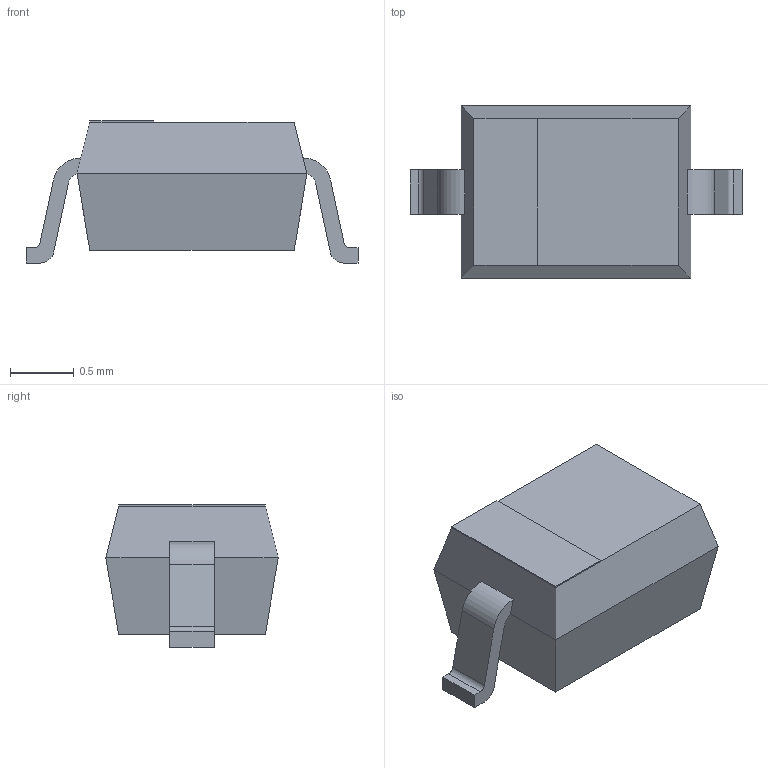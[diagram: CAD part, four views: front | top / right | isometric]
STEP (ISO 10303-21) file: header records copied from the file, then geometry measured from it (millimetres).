
FILE_DESCRIPTION(('FreeCAD Model'),'2;1');
FILE_NAME( 'SOD-323.step', '2016-07-22T15:25:58',('Author'),(''), 'Open CASCADE STEP processor 6.8','FreeCAD','Unknown');
FILE_SCHEMA(('AUTOMOTIVE_DESIGN_CC2 { 1 2 10303 214 -1 1 5 4 }'));
Length unit declared in the file: inch
Products named in the file (2): ASSEMBLY; SOD-323
Assembly tree (1 placements, depth 2):
  ASSEMBLY
    SOD-323
Bounding box: 2.6 x 1.35 x 1.11 mm (x, y, z)
Volume: 2.2 mm3; surface area: 11.5 mm2
Topology: 1 solids, 1 shells, 38 faces, 99 edges, 63 vertices
Faces by surface type: plane 22, bspline 8, cylinder 8
Entity records: 6257 total; most frequent: CARTESIAN_POINT 4107, DIRECTION 300, ORIENTED_EDGE 198, PCURVE 198, DEFINITIONAL_REPRESENTATION 198, LINE 196, VECTOR 196, EDGE_CURVE 99
